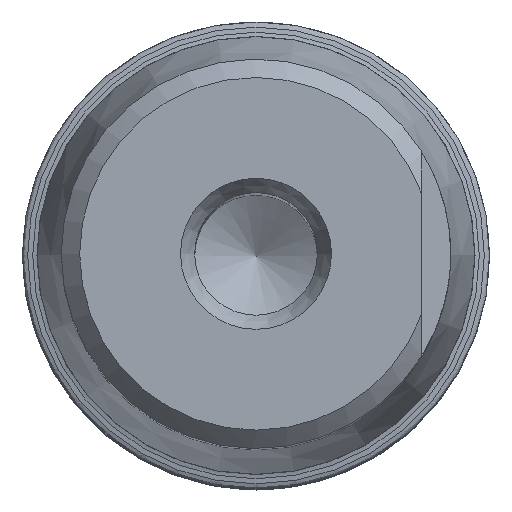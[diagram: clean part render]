
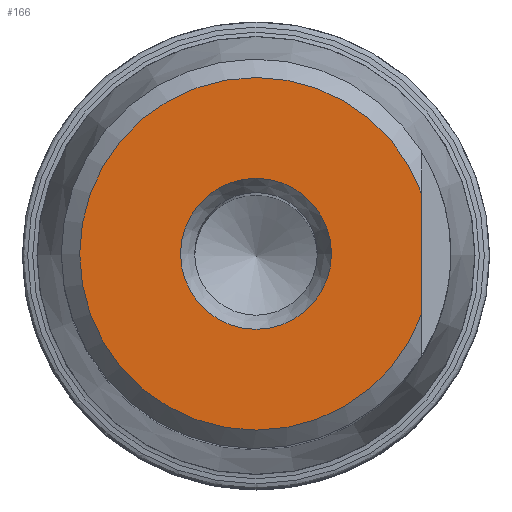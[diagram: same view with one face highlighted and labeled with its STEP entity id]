
A CAD part, top view. The second image highlights one B-rep face of the part: STEP entity #166.
In plain terms, the highlighted planar face has unit normal (0, 0, 1).
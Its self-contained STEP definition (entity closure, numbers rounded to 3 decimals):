
#36=PLANE('',#976);
#54=LINE('',#1911,#62);
#62=VECTOR('',#1188,1.);
#166=ADVANCED_FACE('',(#403,#404),#36,.T.);
#403=FACE_BOUND('',#525,.T.);
#404=FACE_BOUND('',#526,.T.);
#525=EDGE_LOOP('',(#661,#662));
#526=EDGE_LOOP('',(#663));
#661=ORIENTED_EDGE('',*,*,#833,.F.);
#662=ORIENTED_EDGE('',*,*,#808,.T.);
#663=ORIENTED_EDGE('',*,*,#832,.F.);
#735=VERTEX_POINT('',#1840);
#737=VERTEX_POINT('',#1847);
#762=VERTEX_POINT('',#1909);
#808=EDGE_CURVE('',#735,#737,#878,.T.);
#832=EDGE_CURVE('',#762,#762,#895,.T.);
#833=EDGE_CURVE('',#735,#737,#54,.T.);
#878=CIRCLE('',#942,14.375);
#895=CIRCLE('',#974,6.155);
#942=AXIS2_PLACEMENT_3D('',#1848,#1116,#1117);
#974=AXIS2_PLACEMENT_3D('',#1908,#1184,#1185);
#976=AXIS2_PLACEMENT_3D('',#1912,#1189,#1190);
#1116=DIRECTION('',(0.,0.,1.));
#1117=DIRECTION('',(1.,0.,0.));
#1184=DIRECTION('',(0.,0.,1.));
#1185=DIRECTION('',(1.,0.,0.));
#1188=DIRECTION('',(0.,-1.,0.));
#1189=DIRECTION('',(0.,0.,1.));
#1190=DIRECTION('',(1.,0.,0.));
#1840=CARTESIAN_POINT('',(13.525,4.87,64.5));
#1847=CARTESIAN_POINT('',(13.525,-4.87,64.5));
#1848=CARTESIAN_POINT('',(0.,0.,64.5));
#1908=CARTESIAN_POINT('',(0.,0.,64.5));
#1909=CARTESIAN_POINT('',(6.155,0.,64.5));
#1911=CARTESIAN_POINT('',(13.525,0.,64.5));
#1912=CARTESIAN_POINT('',(6.155,0.,64.5));
